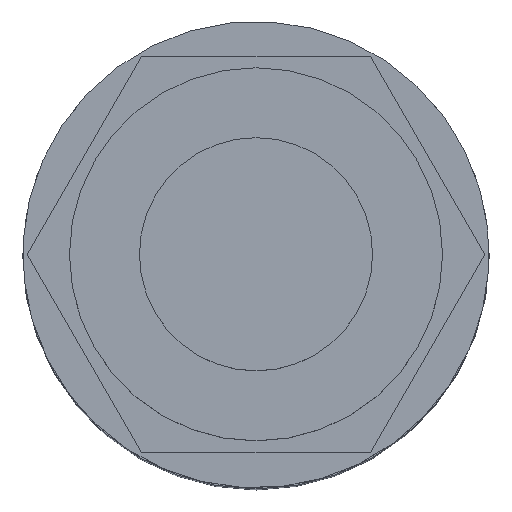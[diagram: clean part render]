
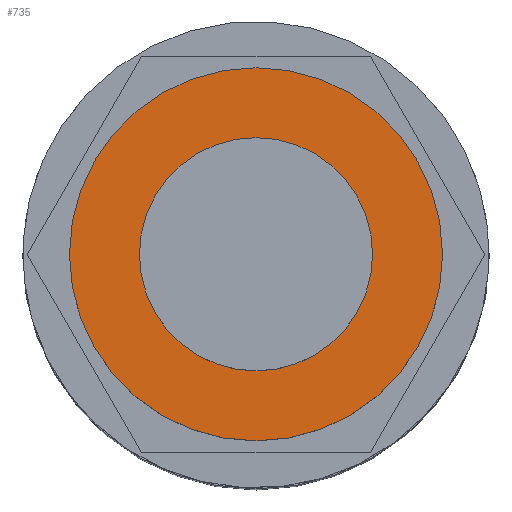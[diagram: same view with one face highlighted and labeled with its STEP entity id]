
A CAD part, top view. The second image highlights one B-rep face of the part: STEP entity #735.
In plain terms, the highlighted planar face has unit normal (0, 0, 1).
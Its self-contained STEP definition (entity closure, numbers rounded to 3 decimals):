
#21 = CARTESIAN_POINT ( 'NONE',  ( 5.037, 1.05, 30.95 ) ) ;
#80 = EDGE_LOOP ( 'NONE', ( #859 ) ) ;
#117 = EDGE_CURVE ( 'NONE', #219, #219, #386, .T. ) ;
#120 = AXIS2_PLACEMENT_3D ( 'NONE', #483, #548, #818 ) ;
#123 = DIRECTION ( 'NONE',  ( 0., 0., 1. ) ) ;
#174 = EDGE_LOOP ( 'NONE', ( #463 ) ) ;
#219 = VERTEX_POINT ( 'NONE', #21 ) ;
#248 = FACE_BOUND ( 'NONE', #80, .T. ) ;
#254 = CARTESIAN_POINT ( 'NONE',  ( -7.293, 3.55, 30.95 ) ) ;
#356 = AXIS2_PLACEMENT_3D ( 'NONE', #528, #798, #469 ) ;
#386 = CIRCLE ( 'NONE', #356, 8. ) ;
#448 = VERTEX_POINT ( 'NONE', #254 ) ;
#463 = ORIENTED_EDGE ( 'NONE', *, *, #117, .T. ) ;
#469 = DIRECTION ( 'NONE',  ( 1., 0., 0. ) ) ;
#483 = CARTESIAN_POINT ( 'NONE',  ( -2.963, 1.05, 30.95 ) ) ;
#519 = PLANE ( 'NONE',  #689 ) ;
#528 = CARTESIAN_POINT ( 'NONE',  ( -2.963, 1.05, 30.95 ) ) ;
#548 = DIRECTION ( 'NONE',  ( 0., 0., -1. ) ) ;
#557 = CIRCLE ( 'NONE', #120, 5. ) ;
#571 = EDGE_CURVE ( 'NONE', #448, #448, #557, .T. ) ;
#658 = CARTESIAN_POINT ( 'NONE',  ( -2.963, 1.05, 30.95 ) ) ;
#661 = DIRECTION ( 'NONE',  ( -0.866, 0.5, 0. ) ) ;
#689 = AXIS2_PLACEMENT_3D ( 'NONE', #658, #123, #661 ) ;
#735 = ADVANCED_FACE ( 'NONE', ( #842, #248 ), #519, .T. ) ;
#798 = DIRECTION ( 'NONE',  ( 0., 0., 1. ) ) ;
#818 = DIRECTION ( 'NONE',  ( -0.866, 0.5, 0. ) ) ;
#842 = FACE_OUTER_BOUND ( 'NONE', #174, .T. ) ;
#859 = ORIENTED_EDGE ( 'NONE', *, *, #571, .T. ) ;
